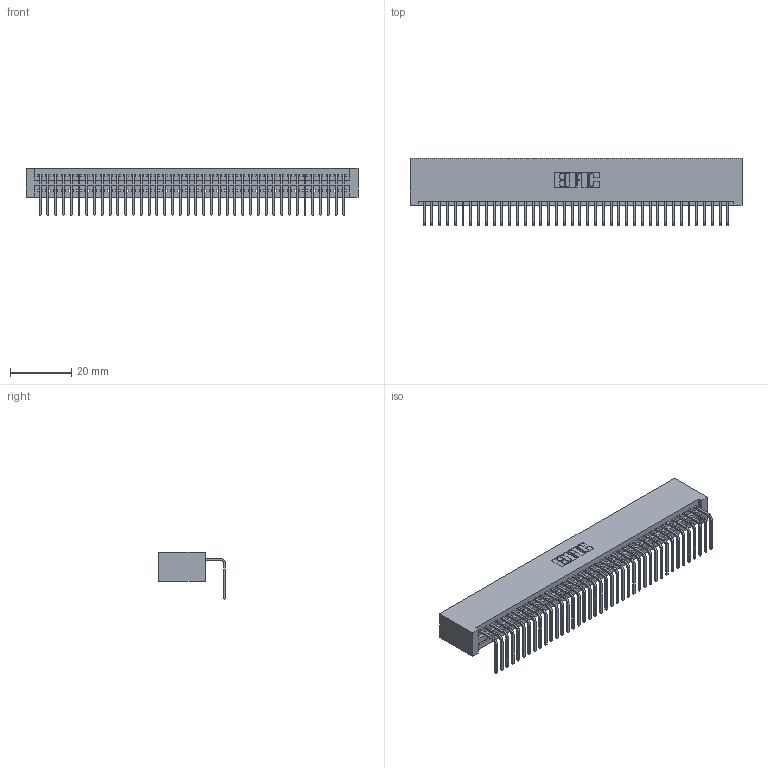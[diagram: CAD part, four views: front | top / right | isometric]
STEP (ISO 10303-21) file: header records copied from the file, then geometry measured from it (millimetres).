
FILE_DESCRIPTION (( 'STEP AP203' ), '1' );
FILE_NAME ('345-040-558-101.STEP', '2018-09-05T05:15:12', ( '' ), ( '' ), 'SwSTEP 2.0', 'SolidWorks 2016', '' );
FILE_SCHEMA (( 'CONFIG_CONTROL_DESIGN' ));
Length unit declared in the file: inch
Products named in the file (3): 345 Part_No Mounting Lugs; 345-292-001_558 Tail - 2; 345-040-558-101
Assembly tree (41 placements, depth 2):
  345-040-558-101
    345 Part_No Mounting Lugs
    345-292-001_558 Tail - 2  x40
Bounding box: 108.2 x 21.83 x 15.37 mm (x, y, z)
Volume: 10978.6 mm3; surface area: 15535.6 mm2
Topology: 41 solids, 41 shells, 2518 faces, 7597 edges, 5010 vertices
Faces by surface type: plane 1756, cylinder 762
Entity records: 30181 total; most frequent: CARTESIAN_POINT 5236, ORIENTED_EDGE 5210, DIRECTION 4569, EDGE_CURVE 2605, VECTOR 2321, LINE 2321, VERTEX_POINT 1734, AXIS2_PLACEMENT_3D 1124
